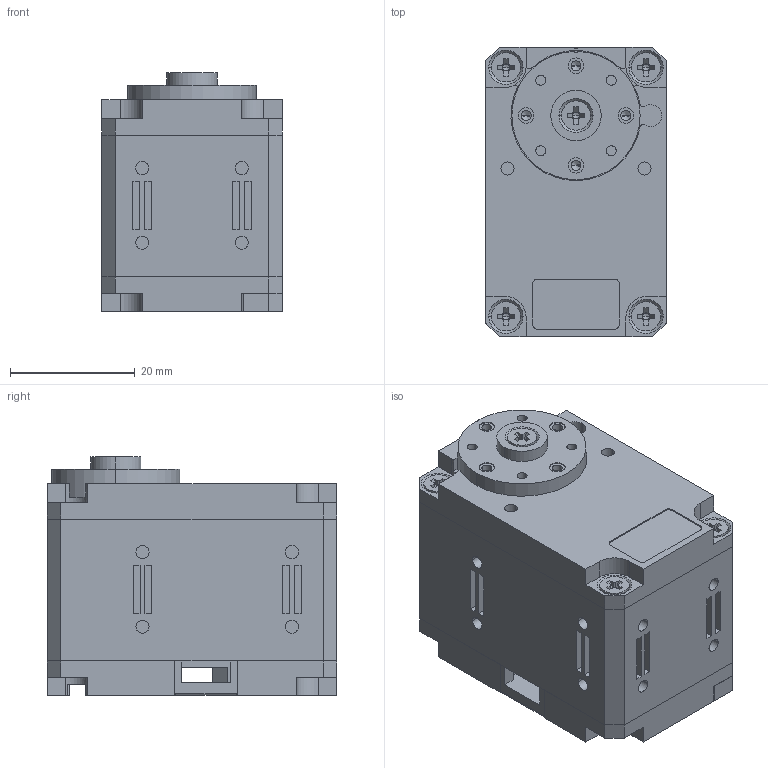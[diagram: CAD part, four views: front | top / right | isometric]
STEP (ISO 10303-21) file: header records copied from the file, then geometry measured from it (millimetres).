
FILE_DESCRIPTION (( 'STEP AP214' ), '1' );
FILE_NAME ('XL430_W250_T.STEP', '2023-02-25T15:26:20', ( '' ), ( '' ), 'SwSTEP 2.0', 'SolidWorks 2020', '' );
FILE_SCHEMA (( 'AUTOMOTIVE_DESIGN' ));
Length unit declared in the file: millimetre
Products named in the file (8): Part4^XL430_W250_T; countersunk flat head cross recess screw_din_DIN EN ISO 7046-1 - M2.5 x 10 - Z - 10N; Part1^XL430_W250_T; XL430_W250_T; Part3^XL430_W250_T; Part5^XL430_W250_T; Part2^XL430_W250_T; Part6^XL430_W250_T
Assembly tree (15 placements, depth 2):
  XL430_W250_T
    Part1^XL430_W250_T
    Part2^XL430_W250_T
    Part3^XL430_W250_T
    Part4^XL430_W250_T
    countersunk flat head cross recess screw_din_DIN EN ISO 7046-1 - M2.5 x 10 - Z - 10N  x9
    Part5^XL430_W250_T
    Part6^XL430_W250_T
Bounding box: 29 x 46.5 x 38.3 mm (x, y, z)
Volume: 43078.1 mm3; surface area: 18019.5 mm2
Topology: 15 solids, 15 shells, 835 faces, 2010 edges, 1244 vertices
Faces by surface type: plane 497, cylinder 176, cone 143, torus 19
Entity records: 16290 total; most frequent: CARTESIAN_POINT 2674, DIRECTION 2586, ORIENTED_EDGE 2496, EDGE_CURVE 1248, LINE 906, VECTOR 906, AXIS2_PLACEMENT_3D 840, VERTEX_POINT 812
